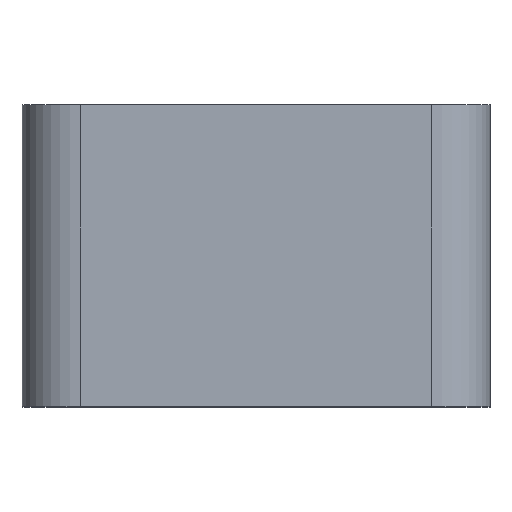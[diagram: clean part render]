
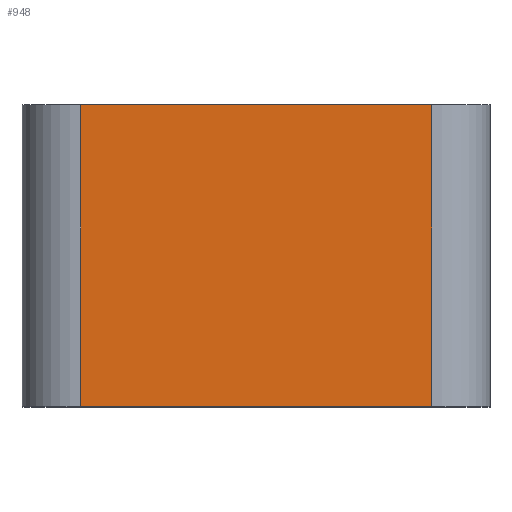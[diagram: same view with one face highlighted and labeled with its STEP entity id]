
A CAD part, top view. The second image highlights one B-rep face of the part: STEP entity #948.
In plain terms, the highlighted planar face has unit normal (0, 0, 1).
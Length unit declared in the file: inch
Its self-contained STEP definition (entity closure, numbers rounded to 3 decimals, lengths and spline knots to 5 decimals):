
#72=PLANE('',#1083);
#121=FACE_OUTER_BOUND('',#197,.T.);
#197=EDGE_LOOP('',(#863,#864,#865,#866));
#201=LINE('',#1409,#263);
#214=LINE('',#1494,#276);
#215=LINE('',#1497,#277);
#220=LINE('',#1509,#282);
#263=VECTOR('',#1104,0.3937);
#276=VECTOR('',#1181,0.3937);
#277=VECTOR('',#1184,0.3937);
#282=VECTOR('',#1197,0.3937);
#398=VERTEX_POINT('',#1406);
#399=VERTEX_POINT('',#1408);
#439=VERTEX_POINT('',#1492);
#440=VERTEX_POINT('',#1496);
#489=EDGE_CURVE('',#399,#398,#201,.T.);
#532=EDGE_CURVE('',#439,#398,#214,.T.);
#533=EDGE_CURVE('',#399,#440,#215,.T.);
#540=EDGE_CURVE('',#440,#439,#220,.T.);
#863=ORIENTED_EDGE('',*,*,#532,.F.);
#864=ORIENTED_EDGE('',*,*,#540,.F.);
#865=ORIENTED_EDGE('',*,*,#533,.F.);
#866=ORIENTED_EDGE('',*,*,#489,.T.);
#948=ADVANCED_FACE('',(#121),#72,.T.);
#1083=AXIS2_PLACEMENT_3D('',#1660,#1381,#1382);
#1104=DIRECTION('',(1.,0.,0.));
#1181=DIRECTION('',(0.,-1.,0.));
#1184=DIRECTION('',(0.,1.,0.));
#1197=DIRECTION('',(1.,0.,0.));
#1381=DIRECTION('center_axis',(0.,0.,1.));
#1382=DIRECTION('ref_axis',(1.,0.,0.));
#1406=CARTESIAN_POINT('',(1.5,-0.5,2.));
#1408=CARTESIAN_POINT('',(-1.5,-0.5,2.));
#1409=CARTESIAN_POINT('',(-0.5,-0.5,2.));
#1492=CARTESIAN_POINT('',(1.5,2.081,2.));
#1494=CARTESIAN_POINT('',(1.5,0.,2.));
#1496=CARTESIAN_POINT('',(-1.5,2.081,2.));
#1497=CARTESIAN_POINT('',(-1.5,1.0405,2.));
#1509=CARTESIAN_POINT('',(-2.,2.081,2.));
#1660=CARTESIAN_POINT('Origin',(0.,0.,2.));
